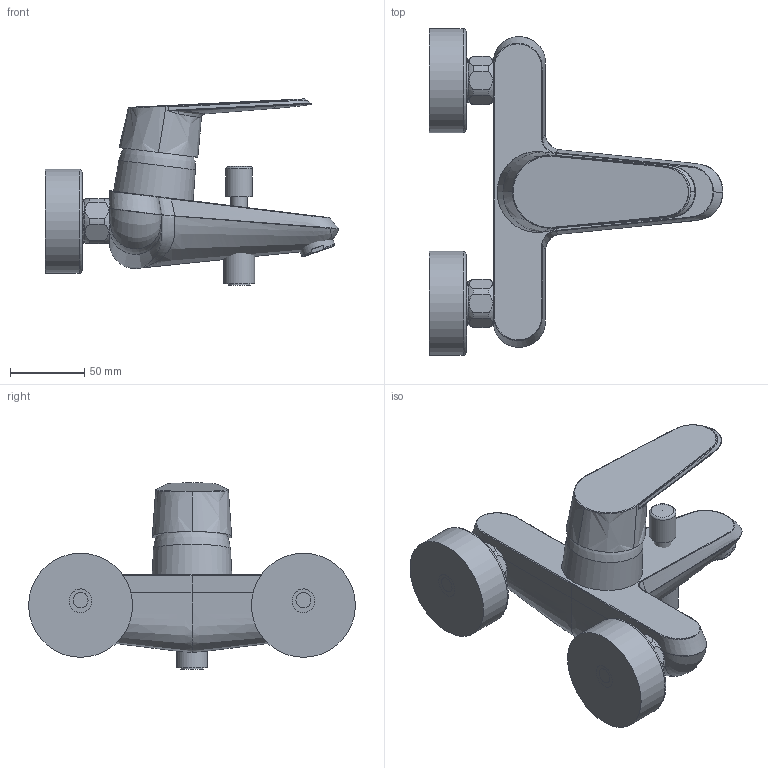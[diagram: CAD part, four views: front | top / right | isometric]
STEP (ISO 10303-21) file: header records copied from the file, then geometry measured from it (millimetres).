
FILE_DESCRIPTION(/* description */ ('Unknown'),/* implementation_level */ '2;1');
FILE_NAME(/* name */ '33390002',/* time_stamp */ '2022-09-07T16:24:15+02:00',/* author */ ('Unknown'),/* organization */ ('GROHE AG'),/* preprocessor_version */ 'ST-DEVELOPER v16.7',/* originating_system */ 'DEX',/* authorisation */ $);
FILE_SCHEMA (('AUTOMOTIVE_DESIGN {1 0 10303 214 3 1 1}'));
Length unit declared in the file: millimetre
Products named in the file (9): 33390002; 33390002_0; 33390002_1; 33390002_2; id147; 1; 50.9697.1_Standard; 50.9702.1_Standard
Assembly tree (8 placements, depth 2):
  33390002
    33390002
    33390002_0
    33390002_1
    33390002_2
    id147
    1
    50.9697.1_Standard
    50.9702.1_Standard
Bounding box: 197.63 x 220 x 125.36 mm (x, y, z)
Volume: 470033.4 mm3; surface area: 129975.6 mm2
Topology: 9 solids, 23 shells, 151 faces, 412 edges, 274 vertices
Faces by surface type: bspline 60, plane 37, cylinder 29, torus 14, sphere 6, cone 5
Full cylindrical faces by diameter (mm): 11.2 x1, 14.9 x1, 16.5 x1, 18 x1, 18.8 x1, 20.1 x1, 21 x1, 23.6 x1, 26.44 x4, 54.5 x1, 70 x4
Entity records: 23051 total; most frequent: CARTESIAN_POINT 19441, ORIENTED_EDGE 630, DIRECTION 448, EDGE_CURVE 343, VERTEX_POINT 248, AXIS2_PLACEMENT_3D 204, EDGE_LOOP 200, FACE_BOUND 200
